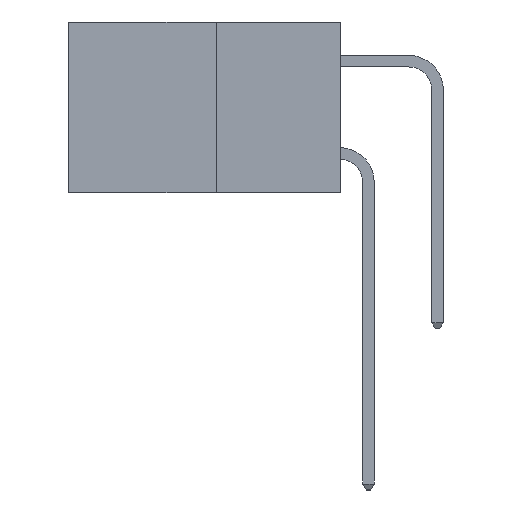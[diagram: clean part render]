
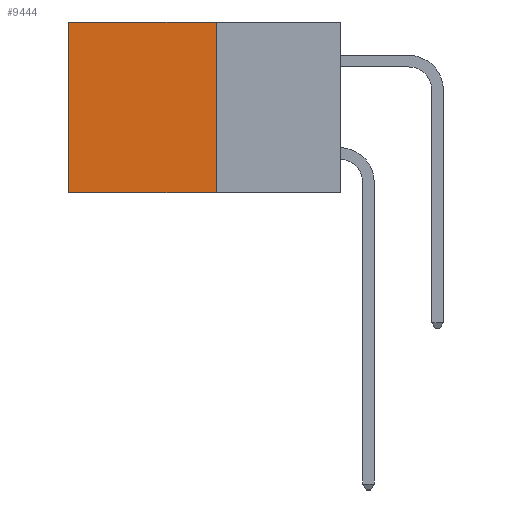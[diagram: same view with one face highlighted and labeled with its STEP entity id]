
A CAD part, left-side view. The second image highlights one B-rep face of the part: STEP entity #9444.
In plain terms, the highlighted planar face has unit normal (-1, 0, 0).
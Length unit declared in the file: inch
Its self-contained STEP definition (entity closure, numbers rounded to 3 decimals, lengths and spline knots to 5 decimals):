
#369 = ORIENTED_EDGE ( 'NONE', *, *, #5968, .F. ) ;
#654 = VERTEX_POINT ( 'NONE', #10949 ) ;
#1089 = VERTEX_POINT ( 'NONE', #7579 ) ;
#1257 = VECTOR ( 'NONE', #1555, 39.37008 ) ;
#1369 = DIRECTION ( 'NONE',  ( 0., 0., -1. ) ) ;
#1380 = DIRECTION ( 'NONE',  ( 1., 0., 0. ) ) ;
#1555 = DIRECTION ( 'NONE',  ( 0., 1., 0. ) ) ;
#1908 = CARTESIAN_POINT ( 'NONE',  ( 0.277, 0.27, 0. ) ) ;
#2227 = CARTESIAN_POINT ( 'NONE',  ( 0.277, 0.27, -0.37 ) ) ;
#2599 = CARTESIAN_POINT ( 'NONE',  ( 0.277, 0.59, -0.37 ) ) ;
#2627 = EDGE_CURVE ( 'NONE', #654, #9393, #9590, .T. ) ;
#2864 = CARTESIAN_POINT ( 'NONE',  ( 0.277, 0.27, -0.37 ) ) ;
#2867 = DIRECTION ( 'NONE',  ( 0., 1., 0. ) ) ;
#3596 = LINE ( 'NONE', #1908, #1257 ) ;
#5050 = VERTEX_POINT ( 'NONE', #9787 ) ;
#5679 = CARTESIAN_POINT ( 'NONE',  ( 0.277, 0.59, -0.37 ) ) ;
#5968 = EDGE_CURVE ( 'NONE', #5050, #9393, #10938, .T. ) ;
#6515 = AXIS2_PLACEMENT_3D ( 'NONE', #2227, #1380, #7544 ) ;
#6553 = VECTOR ( 'NONE', #10846, 39.37008 ) ;
#6735 = EDGE_CURVE ( 'NONE', #1089, #654, #3596, .T. ) ;
#7544 = DIRECTION ( 'NONE',  ( 0., 0., -1. ) ) ;
#7579 = CARTESIAN_POINT ( 'NONE',  ( 0.277, 0.27, 0. ) ) ;
#7733 = ORIENTED_EDGE ( 'NONE', *, *, #8723, .F. ) ;
#8290 = EDGE_LOOP ( 'NONE', ( #9111, #369, #7733, #8808 ) ) ;
#8701 = VECTOR ( 'NONE', #2867, 39.37008 ) ;
#8723 = EDGE_CURVE ( 'NONE', #1089, #5050, #9177, .T. ) ;
#8808 = ORIENTED_EDGE ( 'NONE', *, *, #6735, .T. ) ;
#9111 = ORIENTED_EDGE ( 'NONE', *, *, #2627, .T. ) ;
#9177 = LINE ( 'NONE', #10024, #6553 ) ;
#9393 = VERTEX_POINT ( 'NONE', #5679 ) ;
#9444 = ADVANCED_FACE ( 'NONE', ( #10884 ), #10932, .F. ) ;
#9590 = LINE ( 'NONE', #2599, #9854 ) ;
#9787 = CARTESIAN_POINT ( 'NONE',  ( 0.277, 0.27, -0.37 ) ) ;
#9854 = VECTOR ( 'NONE', #1369, 39.37008 ) ;
#10024 = CARTESIAN_POINT ( 'NONE',  ( 0.277, 0.27, -0.37 ) ) ;
#10846 = DIRECTION ( 'NONE',  ( 0., 0., -1. ) ) ;
#10884 = FACE_OUTER_BOUND ( 'NONE', #8290, .T. ) ;
#10932 = PLANE ( 'NONE',  #6515 ) ;
#10938 = LINE ( 'NONE', #2864, #8701 ) ;
#10949 = CARTESIAN_POINT ( 'NONE',  ( 0.277, 0.59, 0. ) ) ;
